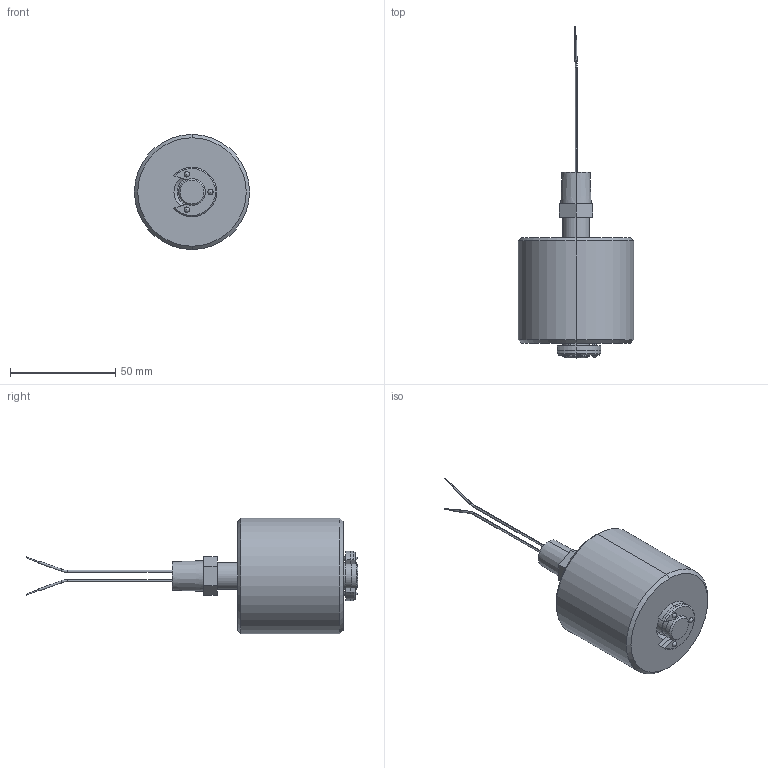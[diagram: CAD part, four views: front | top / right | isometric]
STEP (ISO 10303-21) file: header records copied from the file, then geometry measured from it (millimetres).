
FILE_DESCRIPTION (( 'STEP AP214' ), '1' );
FILE_NAME ('FLS-VL-500.STEP', '2014-01-31T18:41:33', ( '' ), ( '' ), 'SwSTEP 2.0', 'SolidWorks 2013', '' );
FILE_SCHEMA (( 'AUTOMOTIVE_DESIGN' ));
Length unit declared in the file: inch
Products named in the file (1): FLS-VL-500
Bounding box: 54.61 x 157.46 x 54.61 mm (x, y, z)
Volume: 33103.2 mm3; surface area: 38124.5 mm2
Topology: 6 solids, 7 shells, 124 faces, 278 edges, 180 vertices
Faces by surface type: cylinder 56, plane 36, cone 19, torus 10, sphere 3
Entity records: 3565 total; most frequent: DIRECTION 680, CARTESIAN_POINT 574, ORIENTED_EDGE 538, AXIS2_PLACEMENT_3D 288, EDGE_CURVE 269, VERTEX_POINT 174, CIRCLE 163, EDGE_LOOP 149
